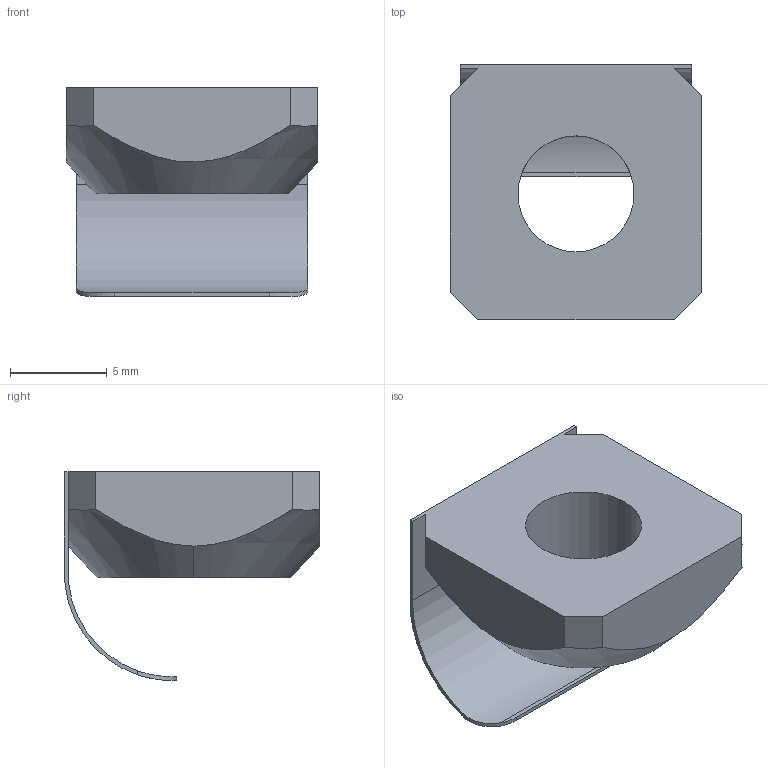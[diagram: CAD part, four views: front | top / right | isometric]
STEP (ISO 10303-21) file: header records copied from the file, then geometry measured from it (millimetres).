
FILE_DESCRIPTION (( 'STEP AP203' ), '1' );
FILE_NAME ('dado-M6-molla-3D.STEP', '2018-11-12T12:22:35', ( '' ), ( '' ), 'SwSTEP 2.0', 'SolidWorks 2018', '' );
FILE_SCHEMA (( 'CONFIG_CONTROL_DESIGN' ));
Length unit declared in the file: millimetre
Products named in the file (1): dado-M6-molla-3D
Bounding box: 13 x 13.2 x 10.8 mm (x, y, z)
Volume: 662.2 mm3; surface area: 843.6 mm2
Topology: 1 solids, 1 shells, 24 faces, 66 edges, 44 vertices
Faces by surface type: plane 14, cylinder 8, cone 2
Entity records: 943 total; most frequent: CARTESIAN_POINT 273, ORIENTED_EDGE 132, DIRECTION 108, EDGE_CURVE 66, VERTEX_POINT 44, VECTOR 38, LINE 38, AXIS2_PLACEMENT_3D 35
